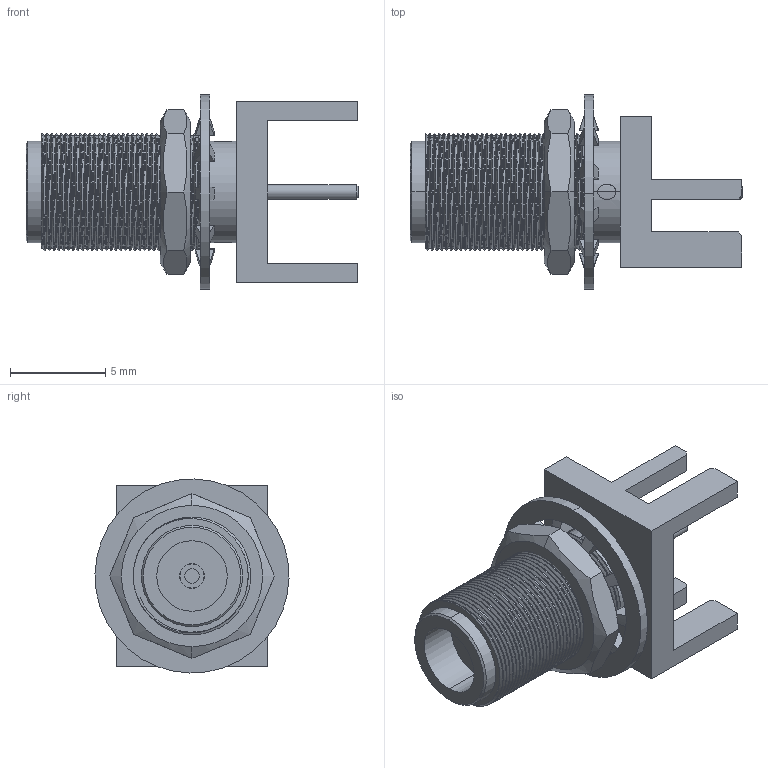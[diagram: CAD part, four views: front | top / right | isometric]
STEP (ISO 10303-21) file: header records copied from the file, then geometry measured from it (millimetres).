
FILE_DESCRIPTION (( 'STEP AP214' ), '1' );
FILE_NAME ('132,289.00.STEP', '2021-11-17T12:48:28', ( '' ), ( '' ), 'SwSTEP 2.0', 'SolidWorks 2018', '' );
FILE_SCHEMA (( 'AUTOMOTIVE_DESIGN' ));
Length unit declared in the file: millimetre
Products named in the file (7): 132289 Hex Nut; 132289; 132,289.00; 132289 Lock Washer
Assembly tree (3 placements, depth 2):
  132289 Hex Nut
  132289
  132,289.00
    132289
    132289 Lock Washer
    132289 Hex Nut
  132289 Lock Washer
Bounding box: 17.45 x 10.2 x 10.2 mm (x, y, z)
Volume: 492.8 mm3; surface area: 1248.6 mm2
Topology: 5 solids, 5 shells, 237 faces, 611 edges, 386 vertices
Faces by surface type: cylinder 127, plane 68, cone 32, bspline 10
Entity records: 12374 total; most frequent: CARTESIAN_POINT 6903, ORIENTED_EDGE 1222, DIRECTION 999, EDGE_CURVE 611, VERTEX_POINT 386, AXIS2_PLACEMENT_3D 356, LINE 287, VECTOR 287
